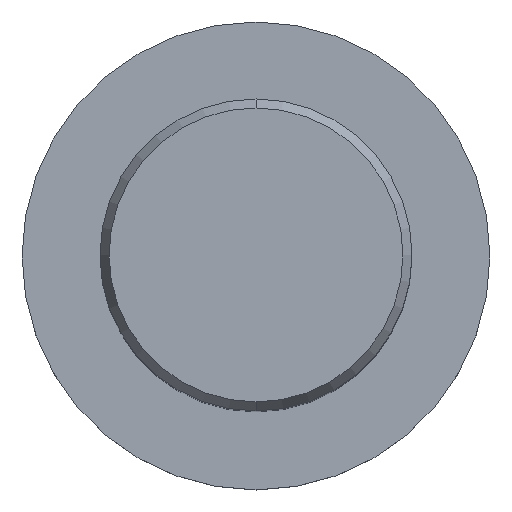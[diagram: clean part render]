
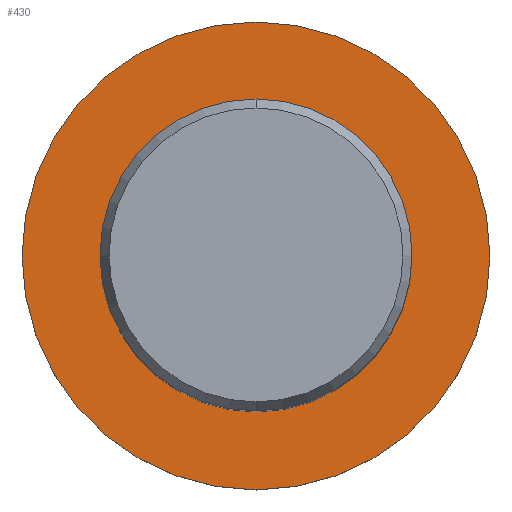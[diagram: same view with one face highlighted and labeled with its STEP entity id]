
A CAD part, top view. The second image highlights one B-rep face of the part: STEP entity #430.
In plain terms, the highlighted planar face has unit normal (0, 0, 1).
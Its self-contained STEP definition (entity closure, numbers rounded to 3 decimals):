
#190=EDGE_CURVE('',#382,#498,#523,.T.);
#250=VERTEX_POINT('',#592);
#262=EDGE_CURVE('',#458,#250,#605,.T.);
#286=EDGE_CURVE('',#250,#458,#630,.T.);
#382=VERTEX_POINT('',#731);
#422=EDGE_CURVE('',#498,#382,#777,.T.);
#430=ADVANCED_FACE('',(#785,#786),#787,.T.);
#458=VERTEX_POINT('',#818);
#498=VERTEX_POINT('',#862);
#523=CIRCLE('',#880,24.0);
#592=CARTESIAN_POINT('',(0.0,16.0,-60.0));
#605=CIRCLE('',#996,16.0);
#630=CIRCLE('',#1116,16.0);
#731=CARTESIAN_POINT('',(0.,-24.0,-60.0));
#777=CIRCLE('',#1429,24.0);
#785=FACE_BOUND('',#1442,.T.);
#786=FACE_OUTER_BOUND('',#1443,.T.);
#787=PLANE('',#1444);
#818=CARTESIAN_POINT('',(0.,-16.0,-60.0));
#862=CARTESIAN_POINT('',(0.0,24.0,-60.0));
#880=AXIS2_PLACEMENT_3D('',#1602,#1603,#1604);
#996=AXIS2_PLACEMENT_3D('',#1720,#1721,#1722);
#1116=AXIS2_PLACEMENT_3D('',#1735,#1736,#1737);
#1429=AXIS2_PLACEMENT_3D('',#1900,#1901,#1902);
#1442=EDGE_LOOP('',(#1909,#1910));
#1443=EDGE_LOOP('',(#1911,#1912));
#1444=AXIS2_PLACEMENT_3D('',#1913,#1914,#1915);
#1602=CARTESIAN_POINT('',(0.0,0.0,-60.0));
#1603=DIRECTION('',(0.0,0.0,-1.0));
#1604=DIRECTION('',(0.0,1.0,0.0));
#1720=CARTESIAN_POINT('',(0.0,0.0,-60.0));
#1721=DIRECTION('',(-0.0,0.0,-1.0));
#1722=DIRECTION('',(0.0,1.0,0.0));
#1735=CARTESIAN_POINT('',(0.0,0.0,-60.0));
#1736=DIRECTION('',(-0.0,0.0,-1.0));
#1737=DIRECTION('',(0.0,1.0,0.0));
#1900=CARTESIAN_POINT('',(0.0,0.0,-60.0));
#1901=DIRECTION('',(0.0,0.0,-1.0));
#1902=DIRECTION('',(0.0,1.0,0.0));
#1909=ORIENTED_EDGE('',*,*,#286,.T.);
#1910=ORIENTED_EDGE('',*,*,#262,.T.);
#1911=ORIENTED_EDGE('',*,*,#422,.F.);
#1912=ORIENTED_EDGE('',*,*,#190,.F.);
#1913=CARTESIAN_POINT('',(0.0,12.0,-60.0));
#1914=DIRECTION('',(-0.0,0.0,1.0));
#1915=DIRECTION('',(0.0,-1.0,0.0));
